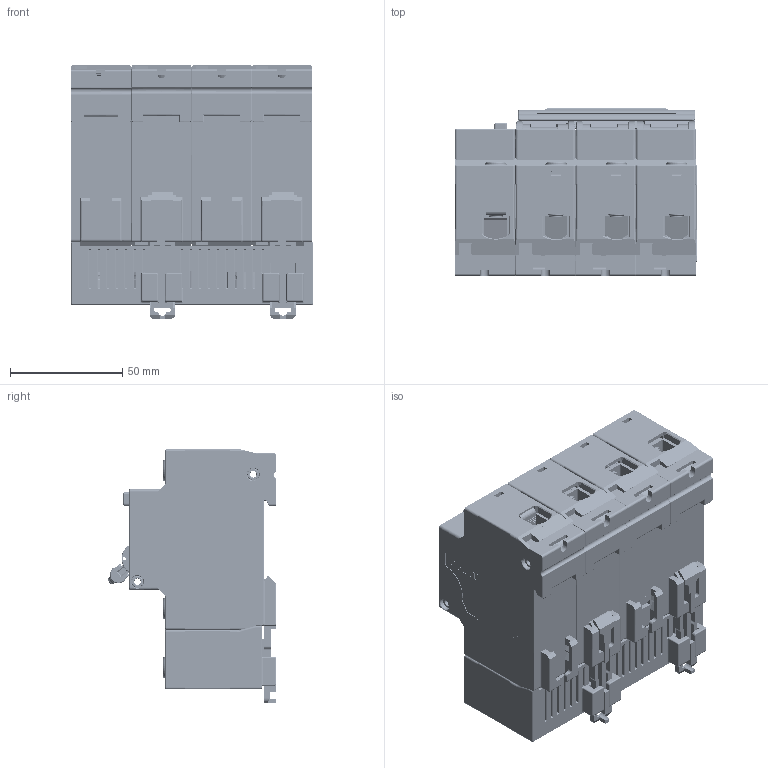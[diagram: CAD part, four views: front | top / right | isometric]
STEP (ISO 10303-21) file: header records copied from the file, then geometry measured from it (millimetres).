
FILE_DESCRIPTION((''),'2;1');
FILE_NAME('NXBLE-125_3P_N20200001_ASM','2023-07-15T09:40:25',('liqj'),(''),'CREO PARAMETRIC BY PTC INC, 2020044','CREO PARAMETRIC BY PTC INC, 2020044','');
FILE_SCHEMA(('CONFIG_CONTROL_DESIGN','SHAPE_APPEARANCE_LAYERS_GROUPS'));
Products named in the file (1): NXBLE-125_3P_N20200001_ASM
Bounding box: 108 x 74.96 x 112.9 mm (x, y, z)
Surface area: 225408.9 mm2 (no closed solid volume)
Topology: 0 solids, 54 shells, 10105 faces, 27999 edges, 17753 vertices
Faces by surface type: plane 4963, cylinder 2961, bspline 707, torus 668, cone 416, sphere 371, extrusion 19
Entity records: 371407 total; most frequent: CARTESIAN_POINT 99387, ORIENTED_EDGE 55380, DIRECTION 50203, EDGE_CURVE 27712, VERTEX_POINT 17753, AXIS2_PLACEMENT_3D 16997, VECTOR 16209, LINE 16190
